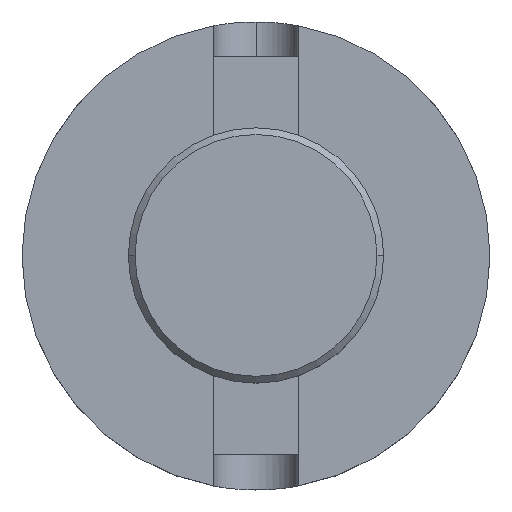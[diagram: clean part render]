
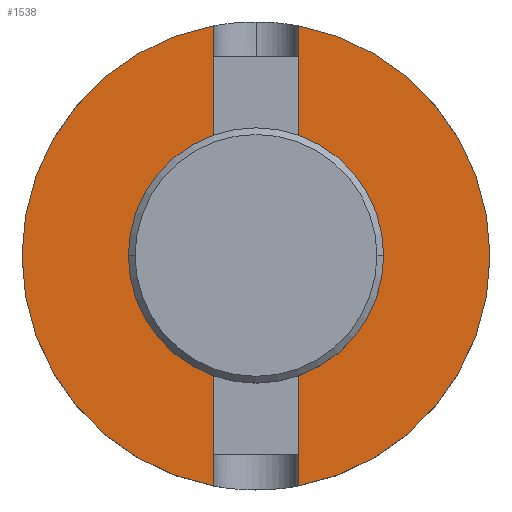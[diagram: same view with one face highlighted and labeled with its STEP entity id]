
A CAD part, top view. The second image highlights one B-rep face of the part: STEP entity #1538.
In plain terms, the highlighted planar face has unit normal (0, 0, 1).
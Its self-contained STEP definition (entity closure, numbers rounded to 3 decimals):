
#4 = VERTEX_POINT ( 'NONE', #1390 ) ;
#30 = PLANE ( 'NONE',  #1020 ) ;
#62 = EDGE_CURVE ( 'NONE', #1388, #1048, #1579, .T. ) ;
#122 = ORIENTED_EDGE ( 'NONE', *, *, #2132, .T. ) ;
#135 = DIRECTION ( 'NONE',  ( 0., 1., 0. ) ) ;
#154 = ORIENTED_EDGE ( 'NONE', *, *, #1114, .F. ) ;
#161 = EDGE_CURVE ( 'NONE', #1388, #2071, #248, .T. ) ;
#162 = DIRECTION ( 'NONE',  ( 0., 0., 1. ) ) ;
#164 = DIRECTION ( 'NONE',  ( 1., 0., 0. ) ) ;
#165 = CARTESIAN_POINT ( 'NONE',  ( -34.925, 0., 56.134 ) ) ;
#175 = VERTEX_POINT ( 'NONE', #2368 ) ;
#248 = LINE ( 'NONE', #255, #715 ) ;
#255 = CARTESIAN_POINT ( 'NONE',  ( 6.35, -34.925, 56.134 ) ) ;
#303 = DIRECTION ( 'NONE',  ( 1., 0., 0. ) ) ;
#307 = CIRCLE ( 'NONE', #720, 34.925 ) ;
#324 = AXIS2_PLACEMENT_3D ( 'NONE', #2331, #2109, #674 ) ;
#371 = CARTESIAN_POINT ( 'NONE',  ( 6.35, 17., 56.134 ) ) ;
#450 = DIRECTION ( 'NONE',  ( -1., 0., 0. ) ) ;
#513 = CARTESIAN_POINT ( 'NONE',  ( 6.35, 34.925, 56.134 ) ) ;
#530 = CARTESIAN_POINT ( 'NONE',  ( 34.925, 0., 56.134 ) ) ;
#565 = ORIENTED_EDGE ( 'NONE', *, *, #1075, .T. ) ;
#602 = CARTESIAN_POINT ( 'NONE',  ( 0., 0., 56.134 ) ) ;
#631 = DIRECTION ( 'NONE',  ( 0., -1., 0. ) ) ;
#654 = LINE ( 'NONE', #1949, #2241 ) ;
#664 = VERTEX_POINT ( 'NONE', #1004 ) ;
#667 = CARTESIAN_POINT ( 'NONE',  ( 0., 0., 56.134 ) ) ;
#674 = DIRECTION ( 'NONE',  ( 1., 0., 0. ) ) ;
#705 = CARTESIAN_POINT ( 'NONE',  ( 6.35, -17., 56.134 ) ) ;
#715 = VECTOR ( 'NONE', #2383, 1000. ) ;
#716 = VECTOR ( 'NONE', #918, 1000. ) ;
#720 = AXIS2_PLACEMENT_3D ( 'NONE', #1146, #1296, #1568 ) ;
#723 = DIRECTION ( 'NONE',  ( 1., 0., 0. ) ) ;
#769 = CIRCLE ( 'NONE', #324, 34.925 ) ;
#777 = VERTEX_POINT ( 'NONE', #2538 ) ;
#783 = ORIENTED_EDGE ( 'NONE', *, *, #971, .F. ) ;
#879 = VERTEX_POINT ( 'NONE', #1787 ) ;
#890 = VECTOR ( 'NONE', #631, 1000. ) ;
#901 = ORIENTED_EDGE ( 'NONE', *, *, #2034, .F. ) ;
#902 = VECTOR ( 'NONE', #164, 1000. ) ;
#903 = DIRECTION ( 'NONE',  ( 1., 0., 0. ) ) ;
#911 = CARTESIAN_POINT ( 'NONE',  ( 0., 0., 56.134 ) ) ;
#918 = DIRECTION ( 'NONE',  ( 0., -1., 0. ) ) ;
#971 = EDGE_CURVE ( 'NONE', #777, #2081, #2502, .T. ) ;
#974 = LINE ( 'NONE', #1012, #890 ) ;
#977 = FACE_BOUND ( 'NONE', #1028, .T. ) ;
#1004 = CARTESIAN_POINT ( 'NONE',  ( -6.35, -17., 56.134 ) ) ;
#1012 = CARTESIAN_POINT ( 'NONE',  ( -6.35, 34.925, 56.134 ) ) ;
#1020 = AXIS2_PLACEMENT_3D ( 'NONE', #1844, #1452, #450 ) ;
#1028 = EDGE_LOOP ( 'NONE', ( #154, #1565 ) ) ;
#1048 = VERTEX_POINT ( 'NONE', #530 ) ;
#1057 = EDGE_CURVE ( 'NONE', #1048, #1207, #2386, .T. ) ;
#1075 = EDGE_CURVE ( 'NONE', #1207, #2081, #1252, .T. ) ;
#1114 = EDGE_CURVE ( 'NONE', #2319, #175, #1198, .T. ) ;
#1146 = CARTESIAN_POINT ( 'NONE',  ( 0., 0., 56.134 ) ) ;
#1198 = CIRCLE ( 'NONE', #2041, 15.875 ) ;
#1207 = VERTEX_POINT ( 'NONE', #1534 ) ;
#1211 = ORIENTED_EDGE ( 'NONE', *, *, #161, .F. ) ;
#1245 = LINE ( 'NONE', #1694, #2308 ) ;
#1249 = CIRCLE ( 'NONE', #1676, 15.875 ) ;
#1252 = LINE ( 'NONE', #513, #716 ) ;
#1296 = DIRECTION ( 'NONE',  ( 0., 0., 1. ) ) ;
#1330 = ORIENTED_EDGE ( 'NONE', *, *, #62, .T. ) ;
#1375 = FACE_OUTER_BOUND ( 'NONE', #1916, .T. ) ;
#1388 = VERTEX_POINT ( 'NONE', #2098 ) ;
#1390 = CARTESIAN_POINT ( 'NONE',  ( -6.35, -34.343, 56.134 ) ) ;
#1452 = DIRECTION ( 'NONE',  ( 0., 0., -1. ) ) ;
#1459 = CARTESIAN_POINT ( 'NONE',  ( 6.35, 17., 56.134 ) ) ;
#1534 = CARTESIAN_POINT ( 'NONE',  ( 6.35, 34.343, 56.134 ) ) ;
#1538 = ADVANCED_FACE ( 'NONE', ( #977, #1375 ), #30, .F. ) ;
#1565 = ORIENTED_EDGE ( 'NONE', *, *, #1678, .F. ) ;
#1568 = DIRECTION ( 'NONE',  ( 1., 0., 0. ) ) ;
#1579 = CIRCLE ( 'NONE', #2601, 34.925 ) ;
#1583 = VERTEX_POINT ( 'NONE', #165 ) ;
#1645 = ORIENTED_EDGE ( 'NONE', *, *, #1057, .T. ) ;
#1676 = AXIS2_PLACEMENT_3D ( 'NONE', #667, #2054, #1852 ) ;
#1678 = EDGE_CURVE ( 'NONE', #175, #2319, #1249, .T. ) ;
#1694 = CARTESIAN_POINT ( 'NONE',  ( 6.35, -17., 56.134 ) ) ;
#1719 = CARTESIAN_POINT ( 'NONE',  ( 0., 0., 56.134 ) ) ;
#1734 = ORIENTED_EDGE ( 'NONE', *, *, #2074, .T. ) ;
#1757 = DIRECTION ( 'NONE',  ( 0., 0., 1. ) ) ;
#1774 = ORIENTED_EDGE ( 'NONE', *, *, #2065, .T. ) ;
#1787 = CARTESIAN_POINT ( 'NONE',  ( -6.35, 34.343, 56.134 ) ) ;
#1798 = ORIENTED_EDGE ( 'NONE', *, *, #2079, .T. ) ;
#1844 = CARTESIAN_POINT ( 'NONE',  ( 0., 34.925, 56.134 ) ) ;
#1852 = DIRECTION ( 'NONE',  ( 1., 0., 0. ) ) ;
#1916 = EDGE_LOOP ( 'NONE', ( #1734, #1211, #1330, #1645, #565, #783, #901, #1774, #1798, #122 ) ) ;
#1949 = CARTESIAN_POINT ( 'NONE',  ( -6.35, -34.925, 56.134 ) ) ;
#1959 = AXIS2_PLACEMENT_3D ( 'NONE', #1719, #1757, #723 ) ;
#2034 = EDGE_CURVE ( 'NONE', #879, #777, #974, .T. ) ;
#2041 = AXIS2_PLACEMENT_3D ( 'NONE', #911, #2517, #2552 ) ;
#2054 = DIRECTION ( 'NONE',  ( 0., 0., 1. ) ) ;
#2065 = EDGE_CURVE ( 'NONE', #879, #1583, #769, .T. ) ;
#2071 = VERTEX_POINT ( 'NONE', #705 ) ;
#2074 = EDGE_CURVE ( 'NONE', #664, #2071, #1245, .T. ) ;
#2079 = EDGE_CURVE ( 'NONE', #1583, #4, #307, .T. ) ;
#2081 = VERTEX_POINT ( 'NONE', #1459 ) ;
#2098 = CARTESIAN_POINT ( 'NONE',  ( 6.35, -34.343, 56.134 ) ) ;
#2109 = DIRECTION ( 'NONE',  ( 0., 0., 1. ) ) ;
#2132 = EDGE_CURVE ( 'NONE', #4, #664, #654, .T. ) ;
#2216 = CARTESIAN_POINT ( 'NONE',  ( 15.875, 0., 56.134 ) ) ;
#2241 = VECTOR ( 'NONE', #135, 1000. ) ;
#2308 = VECTOR ( 'NONE', #903, 1000. ) ;
#2319 = VERTEX_POINT ( 'NONE', #2216 ) ;
#2331 = CARTESIAN_POINT ( 'NONE',  ( 0., 0., 56.134 ) ) ;
#2368 = CARTESIAN_POINT ( 'NONE',  ( -15.875, 0., 56.134 ) ) ;
#2383 = DIRECTION ( 'NONE',  ( 0., 1., 0. ) ) ;
#2386 = CIRCLE ( 'NONE', #1959, 34.925 ) ;
#2502 = LINE ( 'NONE', #371, #902 ) ;
#2517 = DIRECTION ( 'NONE',  ( 0., 0., 1. ) ) ;
#2538 = CARTESIAN_POINT ( 'NONE',  ( -6.35, 17., 56.134 ) ) ;
#2552 = DIRECTION ( 'NONE',  ( 1., 0., 0. ) ) ;
#2601 = AXIS2_PLACEMENT_3D ( 'NONE', #602, #162, #303 ) ;
